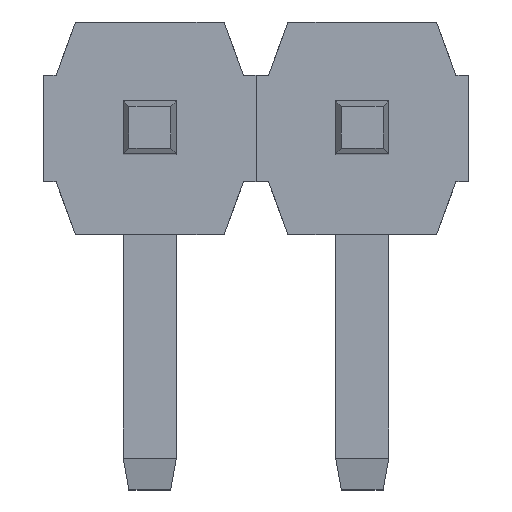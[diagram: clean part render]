
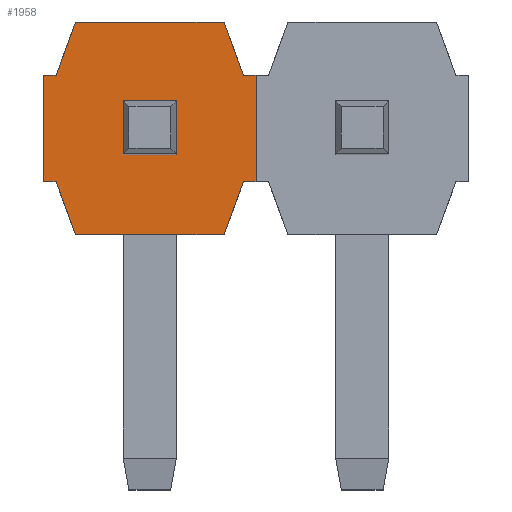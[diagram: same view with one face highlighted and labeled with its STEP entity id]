
A CAD part, top view. The second image highlights one B-rep face of the part: STEP entity #1958.
In plain terms, the highlighted planar face has unit normal (0, 0, 1).
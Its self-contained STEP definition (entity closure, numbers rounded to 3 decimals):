
#23 = CARTESIAN_POINT ( 'NONE',  ( 41.76, 0.635, 4.013 ) ) ;
#36 = VERTEX_POINT ( 'NONE', #1354 ) ;
#48 = VECTOR ( 'NONE', #227, 1000. ) ;
#52 = VERTEX_POINT ( 'NONE', #554 ) ;
#79 = VECTOR ( 'NONE', #1591, 1000. ) ;
#122 = VERTEX_POINT ( 'NONE', #569 ) ;
#125 = CARTESIAN_POINT ( 'NONE',  ( 41.76, 0.635, 4.013 ) ) ;
#150 = DIRECTION ( 'NONE',  ( -0.342, -0.94, 0. ) ) ;
#158 = FACE_BOUND ( 'NONE', #512, .T. ) ;
#159 = CARTESIAN_POINT ( 'NONE',  ( 41.76, 1.905, 4.013 ) ) ;
#191 = EDGE_CURVE ( 'NONE', #122, #384, #1882, .T. ) ;
#195 = VERTEX_POINT ( 'NONE', #159 ) ;
#227 = DIRECTION ( 'NONE',  ( -1., 0., 0. ) ) ;
#234 = VECTOR ( 'NONE', #1869, 1000. ) ;
#257 = CARTESIAN_POINT ( 'NONE',  ( 39.52, 0.635, 4.013 ) ) ;
#263 = VERTEX_POINT ( 'NONE', #468 ) ;
#285 = FACE_OUTER_BOUND ( 'NONE', #782, .T. ) ;
#288 = EDGE_CURVE ( 'NONE', #498, #1621, #1364, .T. ) ;
#315 = LINE ( 'NONE', #622, #1806 ) ;
#331 = ORIENTED_EDGE ( 'NONE', *, *, #836, .T. ) ;
#347 = DIRECTION ( 'NONE',  ( -1., 0., 0. ) ) ;
#361 = CARTESIAN_POINT ( 'NONE',  ( 40.323, 1.587, 4.013 ) ) ;
#379 = DIRECTION ( 'NONE',  ( 0., -1., 0. ) ) ;
#384 = VERTEX_POINT ( 'NONE', #1421 ) ;
#389 = DIRECTION ( 'NONE',  ( -1., 0., 0. ) ) ;
#399 = LINE ( 'NONE', #1014, #1902 ) ;
#410 = VERTEX_POINT ( 'NONE', #1766 ) ;
#411 = CARTESIAN_POINT ( 'NONE',  ( 41.91, 1.905, 4.013 ) ) ;
#412 = EDGE_CURVE ( 'NONE', #982, #195, #1115, .T. ) ;
#441 = CARTESIAN_POINT ( 'NONE',  ( 41.529, 2.54, 4.013 ) ) ;
#468 = CARTESIAN_POINT ( 'NONE',  ( 41.529, 0., 4.013 ) ) ;
#498 = VERTEX_POINT ( 'NONE', #563 ) ;
#510 = EDGE_CURVE ( 'NONE', #384, #644, #1682, .T. ) ;
#512 = EDGE_LOOP ( 'NONE', ( #1757, #1541, #527, #1569 ) ) ;
#514 = VERTEX_POINT ( 'NONE', #125 ) ;
#526 = LINE ( 'NONE', #1788, #1606 ) ;
#527 = ORIENTED_EDGE ( 'NONE', *, *, #1103, .F. ) ;
#539 = LINE ( 'NONE', #1466, #1671 ) ;
#543 = CARTESIAN_POINT ( 'NONE',  ( 39.37, 1.905, 4.013 ) ) ;
#544 = LINE ( 'NONE', #1363, #1940 ) ;
#554 = CARTESIAN_POINT ( 'NONE',  ( 40.958, 1.587, 4.013 ) ) ;
#560 = VECTOR ( 'NONE', #1299, 1000. ) ;
#563 = CARTESIAN_POINT ( 'NONE',  ( 39.751, 2.54, 4.013 ) ) ;
#569 = CARTESIAN_POINT ( 'NONE',  ( 39.37, 0.635, 4.013 ) ) ;
#618 = EDGE_CURVE ( 'NONE', #263, #514, #1552, .T. ) ;
#622 = CARTESIAN_POINT ( 'NONE',  ( 40.323, 0.952, 4.013 ) ) ;
#630 = ORIENTED_EDGE ( 'NONE', *, *, #510, .T. ) ;
#644 = VERTEX_POINT ( 'NONE', #1866 ) ;
#648 = VERTEX_POINT ( 'NONE', #1255 ) ;
#651 = ORIENTED_EDGE ( 'NONE', *, *, #618, .T. ) ;
#662 = LINE ( 'NONE', #1272, #79 ) ;
#667 = DIRECTION ( 'NONE',  ( 0., 1., 0. ) ) ;
#681 = VECTOR ( 'NONE', #150, 1000. ) ;
#689 = LINE ( 'NONE', #1945, #48 ) ;
#694 = LINE ( 'NONE', #543, #1970 ) ;
#695 = DIRECTION ( 'NONE',  ( 1., 0., 0. ) ) ;
#729 = EDGE_CURVE ( 'NONE', #1953, #1737, #315, .T. ) ;
#750 = ORIENTED_EDGE ( 'NONE', *, *, #288, .T. ) ;
#761 = ORIENTED_EDGE ( 'NONE', *, *, #822, .T. ) ;
#776 = EDGE_CURVE ( 'NONE', #648, #982, #539, .T. ) ;
#779 = VERTEX_POINT ( 'NONE', #839 ) ;
#782 = EDGE_LOOP ( 'NONE', ( #651, #1318, #1989, #1426, #1043, #761, #750, #1662, #1094, #1893, #630, #331 ) ) ;
#822 = EDGE_CURVE ( 'NONE', #410, #498, #689, .T. ) ;
#836 = EDGE_CURVE ( 'NONE', #644, #263, #662, .T. ) ;
#839 = CARTESIAN_POINT ( 'NONE',  ( 40.323, 1.587, 4.013 ) ) ;
#859 = DIRECTION ( 'NONE',  ( -1., 0., 0. ) ) ;
#875 = EDGE_CURVE ( 'NONE', #52, #779, #1614, .T. ) ;
#899 = DIRECTION ( 'NONE',  ( 0., 0., 1. ) ) ;
#915 = VECTOR ( 'NONE', #347, 1000. ) ;
#923 = DIRECTION ( 'NONE',  ( 1., 0., 0. ) ) ;
#969 = LINE ( 'NONE', #1451, #560 ) ;
#982 = VERTEX_POINT ( 'NONE', #411 ) ;
#986 = DIRECTION ( 'NONE',  ( 0., 1., 0. ) ) ;
#990 = EDGE_CURVE ( 'NONE', #1621, #36, #399, .T. ) ;
#1014 = CARTESIAN_POINT ( 'NONE',  ( 39.37, 1.905, 4.013 ) ) ;
#1043 = ORIENTED_EDGE ( 'NONE', *, *, #1933, .T. ) ;
#1072 = CARTESIAN_POINT ( 'NONE',  ( 40.323, 0.952, 4.013 ) ) ;
#1077 = VECTOR ( 'NONE', #1100, 1000. ) ;
#1081 = EDGE_CURVE ( 'NONE', #36, #122, #694, .T. ) ;
#1094 = ORIENTED_EDGE ( 'NONE', *, *, #1081, .T. ) ;
#1100 = DIRECTION ( 'NONE',  ( 0.342, 0.94, 0. ) ) ;
#1103 = EDGE_CURVE ( 'NONE', #779, #1953, #969, .T. ) ;
#1115 = LINE ( 'NONE', #1752, #915 ) ;
#1181 = AXIS2_PLACEMENT_3D ( 'NONE', #1397, #899, #923 ) ;
#1203 = DIRECTION ( 'NONE',  ( 0.342, -0.94, 0. ) ) ;
#1212 = VECTOR ( 'NONE', #389, 1000. ) ;
#1244 = VECTOR ( 'NONE', #1203, 1000. ) ;
#1246 = DIRECTION ( 'NONE',  ( 1., 0., 0. ) ) ;
#1255 = CARTESIAN_POINT ( 'NONE',  ( 41.91, 0.635, 4.013 ) ) ;
#1272 = CARTESIAN_POINT ( 'NONE',  ( 39.751, 0., 4.013 ) ) ;
#1279 = VECTOR ( 'NONE', #1705, 1000. ) ;
#1299 = DIRECTION ( 'NONE',  ( 0., -1., 0. ) ) ;
#1318 = ORIENTED_EDGE ( 'NONE', *, *, #1853, .T. ) ;
#1354 = CARTESIAN_POINT ( 'NONE',  ( 39.37, 1.905, 4.013 ) ) ;
#1363 = CARTESIAN_POINT ( 'NONE',  ( 41.91, 0.635, 4.013 ) ) ;
#1364 = LINE ( 'NONE', #1993, #681 ) ;
#1397 = CARTESIAN_POINT ( 'NONE',  ( -2.54, 0., 4.013 ) ) ;
#1421 = CARTESIAN_POINT ( 'NONE',  ( 39.52, 0.635, 4.013 ) ) ;
#1426 = ORIENTED_EDGE ( 'NONE', *, *, #412, .T. ) ;
#1451 = CARTESIAN_POINT ( 'NONE',  ( 40.323, 0.952, 4.013 ) ) ;
#1466 = CARTESIAN_POINT ( 'NONE',  ( 41.91, 1.905, 4.013 ) ) ;
#1527 = CARTESIAN_POINT ( 'NONE',  ( 39.37, 0.635, 4.013 ) ) ;
#1536 = CARTESIAN_POINT ( 'NONE',  ( 39.52, 1.905, 4.013 ) ) ;
#1541 = ORIENTED_EDGE ( 'NONE', *, *, #729, .F. ) ;
#1552 = LINE ( 'NONE', #23, #1077 ) ;
#1563 = LINE ( 'NONE', #441, #1279 ) ;
#1569 = ORIENTED_EDGE ( 'NONE', *, *, #875, .F. ) ;
#1587 = CARTESIAN_POINT ( 'NONE',  ( 40.958, 0.952, 4.013 ) ) ;
#1591 = DIRECTION ( 'NONE',  ( 1., 0., 0. ) ) ;
#1606 = VECTOR ( 'NONE', #667, 1000. ) ;
#1614 = LINE ( 'NONE', #361, #1212 ) ;
#1621 = VERTEX_POINT ( 'NONE', #1536 ) ;
#1662 = ORIENTED_EDGE ( 'NONE', *, *, #990, .T. ) ;
#1671 = VECTOR ( 'NONE', #986, 1000. ) ;
#1682 = LINE ( 'NONE', #257, #1244 ) ;
#1694 = PLANE ( 'NONE',  #1181 ) ;
#1705 = DIRECTION ( 'NONE',  ( -0.342, 0.94, 0. ) ) ;
#1737 = VERTEX_POINT ( 'NONE', #1587 ) ;
#1752 = CARTESIAN_POINT ( 'NONE',  ( 41.76, 1.905, 4.013 ) ) ;
#1757 = ORIENTED_EDGE ( 'NONE', *, *, #1764, .F. ) ;
#1764 = EDGE_CURVE ( 'NONE', #1737, #52, #526, .T. ) ;
#1766 = CARTESIAN_POINT ( 'NONE',  ( 41.529, 2.54, 4.013 ) ) ;
#1788 = CARTESIAN_POINT ( 'NONE',  ( 40.958, 0.952, 4.013 ) ) ;
#1806 = VECTOR ( 'NONE', #1246, 1000. ) ;
#1853 = EDGE_CURVE ( 'NONE', #514, #648, #544, .T. ) ;
#1866 = CARTESIAN_POINT ( 'NONE',  ( 39.751, 0., 4.013 ) ) ;
#1869 = DIRECTION ( 'NONE',  ( 1., 0., 0. ) ) ;
#1882 = LINE ( 'NONE', #1527, #234 ) ;
#1893 = ORIENTED_EDGE ( 'NONE', *, *, #191, .T. ) ;
#1902 = VECTOR ( 'NONE', #859, 1000. ) ;
#1933 = EDGE_CURVE ( 'NONE', #195, #410, #1563, .T. ) ;
#1940 = VECTOR ( 'NONE', #695, 1000. ) ;
#1945 = CARTESIAN_POINT ( 'NONE',  ( 39.751, 2.54, 4.013 ) ) ;
#1953 = VERTEX_POINT ( 'NONE', #1072 ) ;
#1958 = ADVANCED_FACE ( 'NONE', ( #158, #285 ), #1694, .T. ) ;
#1970 = VECTOR ( 'NONE', #379, 1000. ) ;
#1989 = ORIENTED_EDGE ( 'NONE', *, *, #776, .T. ) ;
#1993 = CARTESIAN_POINT ( 'NONE',  ( 39.52, 1.905, 4.013 ) ) ;
